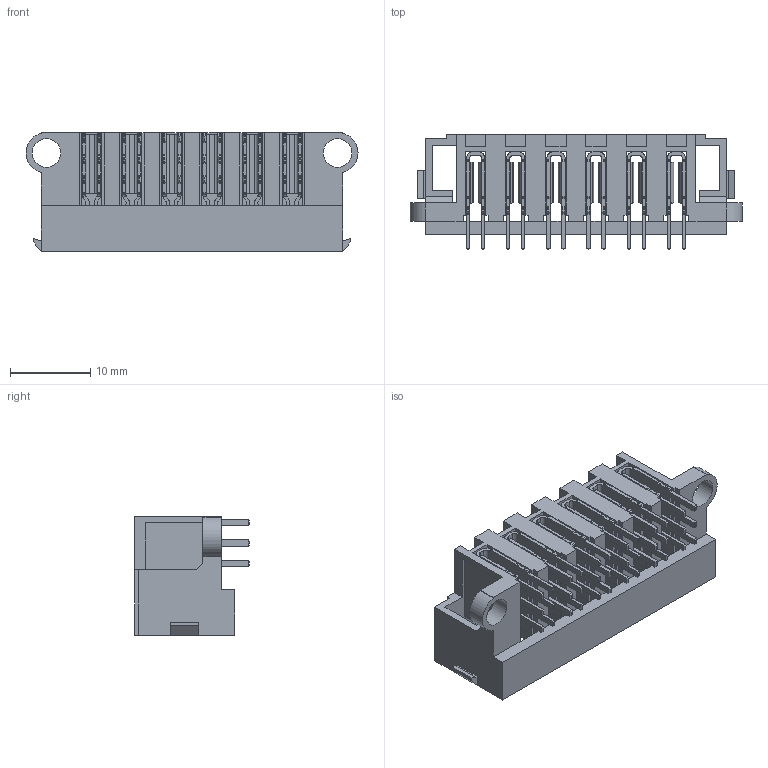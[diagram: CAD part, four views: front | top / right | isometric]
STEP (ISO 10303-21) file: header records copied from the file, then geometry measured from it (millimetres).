
FILE_DESCRIPTION( ( 'STEP AP214' ), '1' );
FILE_NAME( 'MPT-06-01-03-L-RA-SD.stp', '2019-12-08T15:54:05', ( '' ), ( '' ), ' ', 'PARTsolutions', ' ' );
FILE_SCHEMA( ( 'AUTOMOTIVE_DESIGN { 1 0 10303 214 1 1 1 1 }' ) );
Length unit declared in the file: millimetre
Products named in the file (3): MPT-06-01-03-L-RA-SD; _MPT06terminal2; _MPT0603pins2
Assembly tree (2 placements, depth 2):
  MPT-06-01-03-L-RA-SD
    _MPT06terminal2
    _MPT0603pins2
Bounding box: 41.36 x 14.31 x 14.81 mm (x, y, z)
Volume: 2896.8 mm3; surface area: 6909.1 mm2
Topology: 2 solids, 2 shells, 1047 faces, 2968 edges, 1926 vertices
Faces by surface type: plane 767, cylinder 280
Full cylindrical faces by diameter (mm): 3.56 x2
Entity records: 42104 total; most frequent: CARTESIAN_POINT 6082, ORIENTED_EDGE 5928, DIRECTION 5612, EDGE_CURVE 2964, LINE 2320, VECTOR 2320, VERTEX_POINT 1924, AXIS2_PLACEMENT_3D 1646
